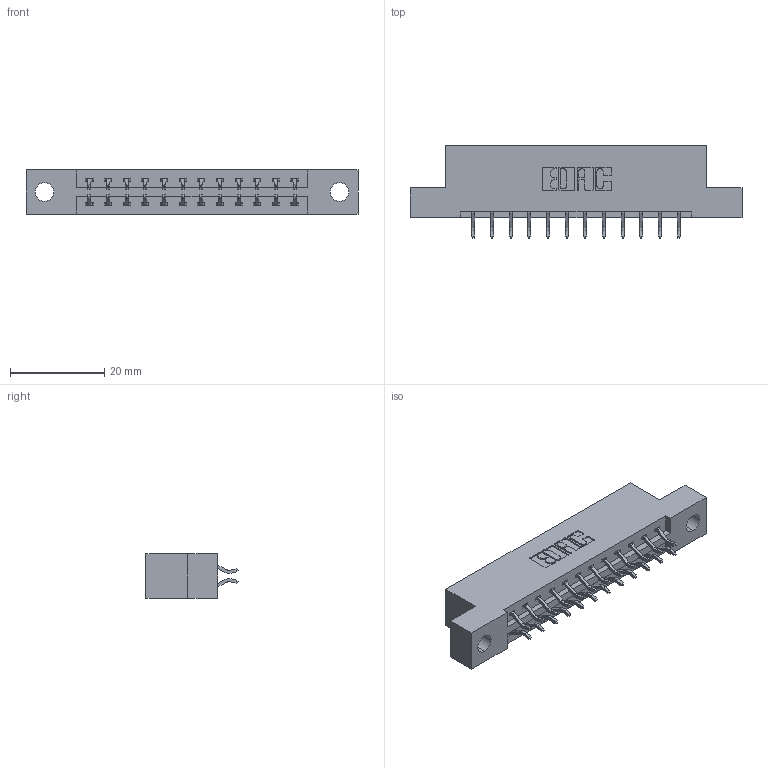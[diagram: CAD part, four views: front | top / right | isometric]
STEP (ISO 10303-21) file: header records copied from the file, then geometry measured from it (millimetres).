
FILE_DESCRIPTION (( 'STEP AP203' ), '1' );
FILE_NAME ('337-024-556-204.STEP', '2018-08-06T01:40:16', ( '' ), ( '' ), 'SwSTEP 2.0', 'SolidWorks 2016', '' );
FILE_SCHEMA (( 'CONFIG_CONTROL_DESIGN' ));
Length unit declared in the file: inch
Products named in the file (3): 337-024-556-204; 337 Part_Flush Mounting Lugs - 0.156 Dia-TH; 345-292-001_556 Tail
Assembly tree (25 placements, depth 2):
  337-024-556-204
    337 Part_Flush Mounting Lugs - 0.156 Dia-TH
    345-292-001_556 Tail  x24
Bounding box: 70.56 x 19.57 x 9.4 mm (x, y, z)
Volume: 6948.2 mm3; surface area: 7335.6 mm2
Topology: 25 solids, 25 shells, 1554 faces, 4607 edges, 3038 vertices
Faces by surface type: plane 1078, cylinder 476
Entity records: 13407 total; most frequent: CARTESIAN_POINT 2298, ORIENTED_EDGE 2222, DIRECTION 1999, EDGE_CURVE 1111, LINE 975, VECTOR 975, VERTEX_POINT 738, AXIS2_PLACEMENT_3D 512
